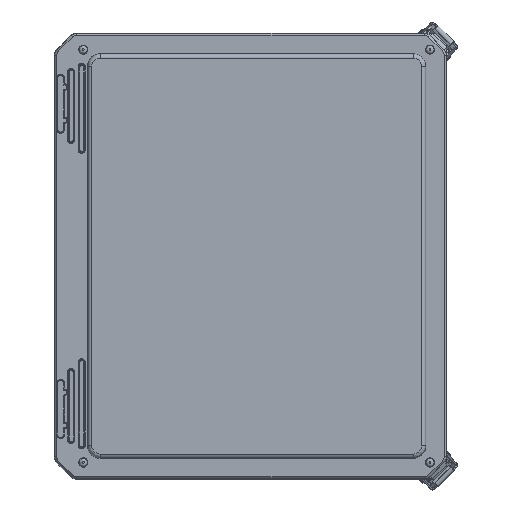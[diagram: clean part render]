
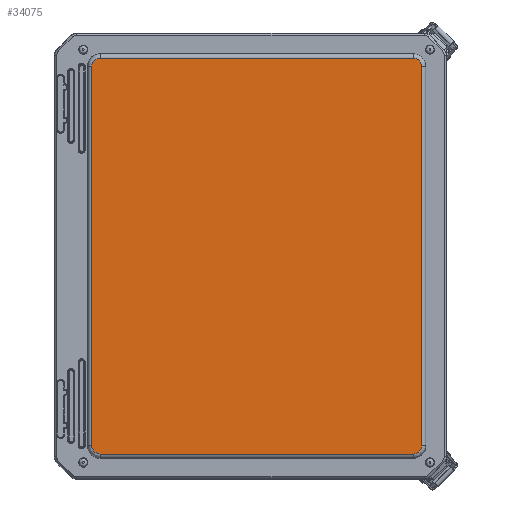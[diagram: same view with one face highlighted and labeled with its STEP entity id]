
A CAD part, top view. The second image highlights one B-rep face of the part: STEP entity #34075.
In plain terms, the highlighted face is planar.
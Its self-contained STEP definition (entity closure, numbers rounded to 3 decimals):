
#1397=ELLIPSE($,#37851,0.25,0.25);
#1400=ELLIPSE($,#37855,0.25,0.25);
#1401=ELLIPSE($,#37861,0.25,0.25);
#1404=ELLIPSE($,#37865,0.25,0.25);
#4870=LINE($,#79567,#7267);
#4872=LINE($,#79720,#7269);
#4875=LINE($,#79727,#7272);
#4877=LINE($,#79875,#7274);
#7267=VECTOR($,#47545,9.446);
#7269=VECTOR($,#47565,11.446);
#7272=VECTOR($,#47572,11.446);
#7274=VECTOR($,#47588,9.446);
#8114=PLANE($,#37871);
#10238=FACE_OUTER_BOUND($,#12487,.T.);
#12487=EDGE_LOOP($,(#31147,#31148,#31149,#31150,#31151,#31152,#31153,#31154));
#16820=VERTEX_POINT($,#79564);
#16821=VERTEX_POINT($,#79566);
#16824=VERTEX_POINT($,#79644);
#16825=VERTEX_POINT($,#79711);
#16828=VERTEX_POINT($,#79718);
#16829=VERTEX_POINT($,#79723);
#16832=VERTEX_POINT($,#79792);
#16833=VERTEX_POINT($,#79868);
#21623=EDGE_CURVE($,#16820,#16821,#4870,.T.);
#21627=EDGE_CURVE($,#16824,#16820,#1397,.T.);
#21631=EDGE_CURVE($,#16821,#16825,#1400,.T.);
#21633=EDGE_CURVE($,#16828,#16824,#4872,.T.);
#21637=EDGE_CURVE($,#16825,#16829,#4875,.T.);
#21639=EDGE_CURVE($,#16832,#16828,#1401,.T.);
#21643=EDGE_CURVE($,#16829,#16833,#1404,.T.);
#21645=EDGE_CURVE($,#16833,#16832,#4877,.T.);
#31147=ORIENTED_EDGE($,*,*,#21623,.F.);
#31148=ORIENTED_EDGE($,*,*,#21627,.F.);
#31149=ORIENTED_EDGE($,*,*,#21633,.F.);
#31150=ORIENTED_EDGE($,*,*,#21639,.F.);
#31151=ORIENTED_EDGE($,*,*,#21645,.F.);
#31152=ORIENTED_EDGE($,*,*,#21643,.F.);
#31153=ORIENTED_EDGE($,*,*,#21637,.F.);
#31154=ORIENTED_EDGE($,*,*,#21631,.F.);
#34075=ADVANCED_FACE($,(#10238),#8114,.F.);
#37851=AXIS2_PLACEMENT_3D($,#79646,#47551,#47552);
#37855=AXIS2_PLACEMENT_3D($,#79715,#47559,#47560);
#37861=AXIS2_PLACEMENT_3D($,#79794,#47575,#47576);
#37865=AXIS2_PLACEMENT_3D($,#79872,#47583,#47584);
#37871=AXIS2_PLACEMENT_3D($,#79885,#47602,#47603);
#47545=DIRECTION($,(1.,0.,0.));
#47551=DIRECTION('center_axis',(0.,0.,1.));
#47552=DIRECTION('ref_axis',(-0.707,-0.707,0.));
#47559=DIRECTION('center_axis',(0.,0.,1.));
#47560=DIRECTION('ref_axis',(0.707,-0.707,0.));
#47565=DIRECTION($,(0.,-1.,0.));
#47572=DIRECTION($,(0.,1.,0.));
#47575=DIRECTION('center_axis',(0.,0.,1.));
#47576=DIRECTION('ref_axis',(-0.707,0.707,0.));
#47583=DIRECTION('center_axis',(0.,0.,1.));
#47584=DIRECTION('ref_axis',(0.707,0.707,0.));
#47588=DIRECTION($,(-1.,0.,0.));
#47602=DIRECTION('center_axis',(0.,0.,1.));
#47603=DIRECTION('ref_axis',(1.,0.,0.));
#79564=CARTESIAN_POINT('',(-4.535,-5.973,0.));
#79566=CARTESIAN_POINT('',(4.91,-5.973,0.));
#79567=CARTESIAN_POINT($,(-4.535,-5.973,0.));
#79644=CARTESIAN_POINT('',(-4.785,-5.723,0.));
#79646=CARTESIAN_POINT('Origin',(-4.535,-5.723,0.));
#79711=CARTESIAN_POINT('',(5.16,-5.723,0.));
#79715=CARTESIAN_POINT('Origin',(4.91,-5.723,0.));
#79718=CARTESIAN_POINT('',(-4.785,5.723,0.));
#79720=CARTESIAN_POINT($,(-4.785,5.723,0.));
#79723=CARTESIAN_POINT('',(5.16,5.723,0.));
#79727=CARTESIAN_POINT($,(5.16,-5.723,0.));
#79792=CARTESIAN_POINT('',(-4.535,5.973,0.));
#79794=CARTESIAN_POINT('Origin',(-4.535,5.723,0.));
#79868=CARTESIAN_POINT('',(4.91,5.973,0.));
#79872=CARTESIAN_POINT('Origin',(4.91,5.723,0.));
#79875=CARTESIAN_POINT($,(4.91,5.973,0.));
#79885=CARTESIAN_POINT('Origin',(0.188,0.,0.));
